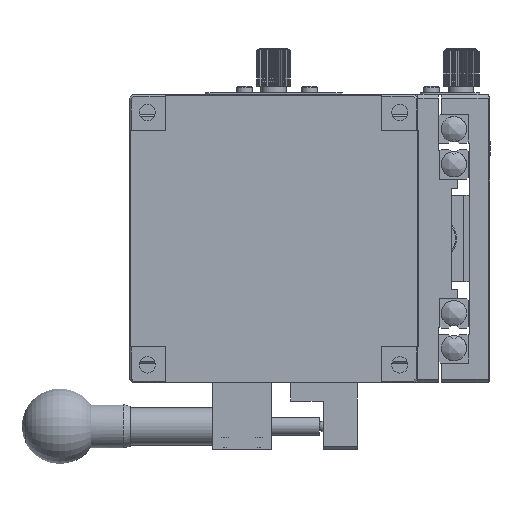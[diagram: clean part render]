
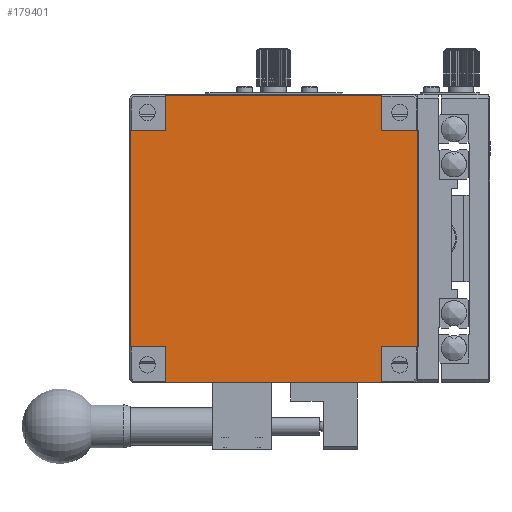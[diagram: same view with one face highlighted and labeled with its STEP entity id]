
A CAD part, front view. The second image highlights one B-rep face of the part: STEP entity #179401.
In plain terms, the highlighted planar face has unit normal (0, -1, 0).
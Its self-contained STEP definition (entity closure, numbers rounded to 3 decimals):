
#270 = ORIENTED_EDGE ( 'NONE', *, *, #26468, .F. ) ;
#670 = AXIS2_PLACEMENT_3D ( 'NONE', #169561, #120272, #173437 ) ;
#2989 = LINE ( 'NONE', #48042, #195788 ) ;
#3929 = DIRECTION ( 'NONE',  ( -1., 0., 0. ) ) ;
#4177 = CARTESIAN_POINT ( 'NONE',  ( 0., 0.3, 30. ) ) ;
#4610 = CARTESIAN_POINT ( 'NONE',  ( 0., 0.3, -30. ) ) ;
#4670 = CARTESIAN_POINT ( 'NONE',  ( -10., 0.3, 30. ) ) ;
#6443 = CARTESIAN_POINT ( 'NONE',  ( -79.8, 0.3, 30. ) ) ;
#7211 = LINE ( 'NONE', #4177, #102112 ) ;
#9142 = CARTESIAN_POINT ( 'NONE',  ( -0.2, 0.3, 0. ) ) ;
#12754 = VERTEX_POINT ( 'NONE', #162534 ) ;
#13954 = EDGE_CURVE ( 'NONE', #141596, #148634, #184157, .T. ) ;
#23231 = DIRECTION ( 'NONE',  ( 0., 0., 1. ) ) ;
#23363 = EDGE_CURVE ( 'NONE', #12754, #110952, #33440, .T. ) ;
#24787 = VECTOR ( 'NONE', #118515, 1000. ) ;
#26468 = EDGE_CURVE ( 'NONE', #178274, #102397, #50679, .T. ) ;
#27729 = VERTEX_POINT ( 'NONE', #166386 ) ;
#31248 = CARTESIAN_POINT ( 'NONE',  ( -70., 0.3, 0. ) ) ;
#33307 = CARTESIAN_POINT ( 'NONE',  ( -70., 0.3, 39.8 ) ) ;
#33440 = LINE ( 'NONE', #97268, #166689 ) ;
#37749 = VECTOR ( 'NONE', #23231, 1000. ) ;
#38001 = CARTESIAN_POINT ( 'NONE',  ( -79.8, 0.3, 0. ) ) ;
#39150 = ORIENTED_EDGE ( 'NONE', *, *, #184954, .F. ) ;
#43444 = VECTOR ( 'NONE', #175096, 1000. ) ;
#44556 = VECTOR ( 'NONE', #47988, 1000. ) ;
#47988 = DIRECTION ( 'NONE',  ( 0., 0., 1. ) ) ;
#48042 = CARTESIAN_POINT ( 'NONE',  ( -10., 0.3, 0. ) ) ;
#48212 = LINE ( 'NONE', #176081, #132127 ) ;
#49918 = ORIENTED_EDGE ( 'NONE', *, *, #13954, .F. ) ;
#50679 = LINE ( 'NONE', #4610, #133679 ) ;
#52949 = ORIENTED_EDGE ( 'NONE', *, *, #95808, .F. ) ;
#53063 = EDGE_CURVE ( 'NONE', #27729, #178274, #142293, .T. ) ;
#53808 = VERTEX_POINT ( 'NONE', #106909 ) ;
#54586 = LINE ( 'NONE', #133202, #24787 ) ;
#62540 = ORIENTED_EDGE ( 'NONE', *, *, #106000, .F. ) ;
#64653 = LINE ( 'NONE', #97111, #158113 ) ;
#67048 = CARTESIAN_POINT ( 'NONE',  ( -10., 0.3, 39.8 ) ) ;
#79701 = LINE ( 'NONE', #109065, #97058 ) ;
#87120 = ORIENTED_EDGE ( 'NONE', *, *, #175645, .F. ) ;
#88436 = ORIENTED_EDGE ( 'NONE', *, *, #129918, .F. ) ;
#95808 = EDGE_CURVE ( 'NONE', #157937, #27729, #110047, .T. ) ;
#97058 = VECTOR ( 'NONE', #203407, 1000. ) ;
#97111 = CARTESIAN_POINT ( 'NONE',  ( 0., 0.3, -30. ) ) ;
#97268 = CARTESIAN_POINT ( 'NONE',  ( -70., 0.3, 0. ) ) ;
#99599 = ORIENTED_EDGE ( 'NONE', *, *, #131379, .F. ) ;
#102112 = VECTOR ( 'NONE', #163443, 1000. ) ;
#102397 = VERTEX_POINT ( 'NONE', #126387 ) ;
#103813 = LINE ( 'NONE', #38001, #37749 ) ;
#104471 = VERTEX_POINT ( 'NONE', #67048 ) ;
#105541 = FACE_OUTER_BOUND ( 'NONE', #169278, .T. ) ;
#106000 = EDGE_CURVE ( 'NONE', #190033, #12754, #7211, .T. ) ;
#106909 = CARTESIAN_POINT ( 'NONE',  ( -10., 0.3, -30. ) ) ;
#109065 = CARTESIAN_POINT ( 'NONE',  ( 0., 0.3, 39.8 ) ) ;
#110047 = LINE ( 'NONE', #174056, #43444 ) ;
#110952 = VERTEX_POINT ( 'NONE', #33307 ) ;
#115427 = EDGE_CURVE ( 'NONE', #53808, #157937, #48212, .T. ) ;
#118515 = DIRECTION ( 'NONE',  ( 1., 0., 0. ) ) ;
#120272 = DIRECTION ( 'NONE',  ( 0., 1., 0. ) ) ;
#126387 = CARTESIAN_POINT ( 'NONE',  ( -79.8, 0.3, -30. ) ) ;
#129918 = EDGE_CURVE ( 'NONE', #102397, #190033, #103813, .T. ) ;
#131379 = EDGE_CURVE ( 'NONE', #148634, #53808, #64653, .T. ) ;
#132127 = VECTOR ( 'NONE', #193772, 1000. ) ;
#133202 = CARTESIAN_POINT ( 'NONE',  ( 0., 0.3, 30. ) ) ;
#133679 = VECTOR ( 'NONE', #192151, 1000. ) ;
#135928 = DIRECTION ( 'NONE',  ( 0., 0., -1. ) ) ;
#136894 = EDGE_CURVE ( 'NONE', #104471, #173422, #2989, .T. ) ;
#138998 = ORIENTED_EDGE ( 'NONE', *, *, #115427, .F. ) ;
#141596 = VERTEX_POINT ( 'NONE', #172213 ) ;
#142293 = LINE ( 'NONE', #31248, #44556 ) ;
#142342 = VECTOR ( 'NONE', #135928, 1000. ) ;
#148634 = VERTEX_POINT ( 'NONE', #178097 ) ;
#150886 = ORIENTED_EDGE ( 'NONE', *, *, #136894, .F. ) ;
#151388 = ORIENTED_EDGE ( 'NONE', *, *, #53063, .F. ) ;
#157937 = VERTEX_POINT ( 'NONE', #185566 ) ;
#158113 = VECTOR ( 'NONE', #3929, 1000. ) ;
#161258 = DIRECTION ( 'NONE',  ( 0., 0., 1. ) ) ;
#162534 = CARTESIAN_POINT ( 'NONE',  ( -70., 0.3, 30. ) ) ;
#163443 = DIRECTION ( 'NONE',  ( 1., 0., 0. ) ) ;
#166386 = CARTESIAN_POINT ( 'NONE',  ( -70., 0.3, -39.8 ) ) ;
#166689 = VECTOR ( 'NONE', #161258, 1000. ) ;
#169278 = EDGE_LOOP ( 'NONE', ( #270, #151388, #52949, #138998, #99599, #49918, #39150, #150886, #87120, #189249, #62540, #88436 ) ) ;
#169561 = CARTESIAN_POINT ( 'NONE',  ( 0., 0.3, 0. ) ) ;
#172213 = CARTESIAN_POINT ( 'NONE',  ( -0.2, 0.3, 30. ) ) ;
#173422 = VERTEX_POINT ( 'NONE', #4670 ) ;
#173437 = DIRECTION ( 'NONE',  ( 0., 0., 1. ) ) ;
#174056 = CARTESIAN_POINT ( 'NONE',  ( 0., 0.3, -39.8 ) ) ;
#175096 = DIRECTION ( 'NONE',  ( -1., 0., 0. ) ) ;
#175645 = EDGE_CURVE ( 'NONE', #110952, #104471, #79701, .T. ) ;
#176081 = CARTESIAN_POINT ( 'NONE',  ( -10., 0.3, 0. ) ) ;
#178097 = CARTESIAN_POINT ( 'NONE',  ( -0.2, 0.3, -30. ) ) ;
#178274 = VERTEX_POINT ( 'NONE', #182447 ) ;
#179401 = ADVANCED_FACE ( 'NONE', ( #105541 ), #201956, .F. ) ;
#182447 = CARTESIAN_POINT ( 'NONE',  ( -70., 0.3, -30. ) ) ;
#184157 = LINE ( 'NONE', #9142, #142342 ) ;
#184954 = EDGE_CURVE ( 'NONE', #173422, #141596, #54586, .T. ) ;
#185566 = CARTESIAN_POINT ( 'NONE',  ( -10., 0.3, -39.8 ) ) ;
#189249 = ORIENTED_EDGE ( 'NONE', *, *, #23363, .F. ) ;
#190033 = VERTEX_POINT ( 'NONE', #6443 ) ;
#192151 = DIRECTION ( 'NONE',  ( -1., 0., 0. ) ) ;
#193772 = DIRECTION ( 'NONE',  ( 0., 0., -1. ) ) ;
#195788 = VECTOR ( 'NONE', #207309, 1000. ) ;
#201956 = PLANE ( 'NONE',  #670 ) ;
#203407 = DIRECTION ( 'NONE',  ( 1., 0., 0. ) ) ;
#207309 = DIRECTION ( 'NONE',  ( 0., 0., -1. ) ) ;
